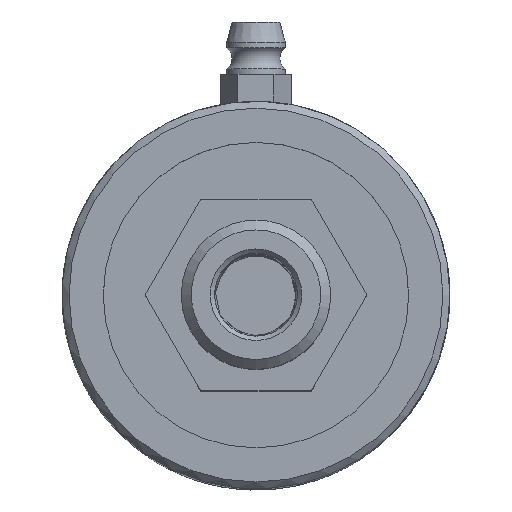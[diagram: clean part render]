
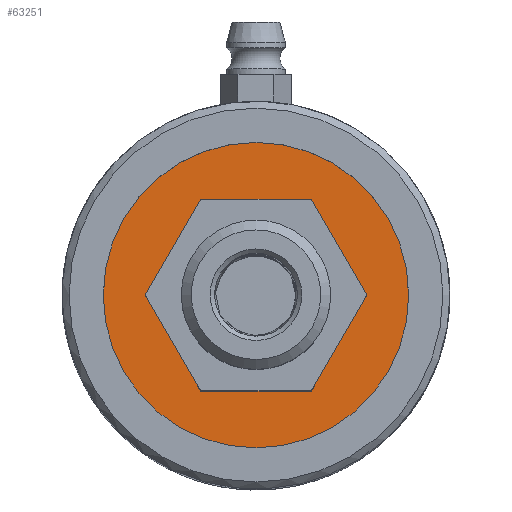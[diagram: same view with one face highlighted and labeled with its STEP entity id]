
A CAD part, top view. The second image highlights one B-rep face of the part: STEP entity #63251.
In plain terms, the highlighted planar face has unit normal (0, 0, 1).
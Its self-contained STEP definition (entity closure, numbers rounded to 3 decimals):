
#63019=CARTESIAN_POINT('',(6.351,11.,-4.04));
#63020=VERTEX_POINT('',#63019);
#63027=CARTESIAN_POINT('',(-6.351,11.,-4.04));
#63028=VERTEX_POINT('',#63027);
#63029=CARTESIAN_POINT('',(-6.351,11.,-4.04));
#63030=DIRECTION('',(1.0,0.0,0.0));
#63031=VECTOR('',#63030,12.702);
#63032=LINE('',#63029,#63031);
#63033=EDGE_CURVE('',#63028,#63020,#63032,.T.);
#63057=CARTESIAN_POINT('',(12.702,0.,-4.04));
#63058=VERTEX_POINT('',#63057);
#63065=CARTESIAN_POINT('',(6.351,11.,-4.04));
#63066=DIRECTION('',(0.5,-0.866,0.0));
#63067=VECTOR('',#63066,12.702);
#63068=LINE('',#63065,#63067);
#63069=EDGE_CURVE('',#63020,#63058,#63068,.T.);
#63088=CARTESIAN_POINT('',(6.351,-11.,-4.04));
#63089=VERTEX_POINT('',#63088);
#63096=CARTESIAN_POINT('',(12.702,0.,-4.04));
#63097=DIRECTION('',(-0.5,-0.866,0.0));
#63098=VECTOR('',#63097,12.702);
#63099=LINE('',#63096,#63098);
#63100=EDGE_CURVE('',#63058,#63089,#63099,.T.);
#63119=CARTESIAN_POINT('',(-6.351,-11.,-4.04));
#63120=VERTEX_POINT('',#63119);
#63127=CARTESIAN_POINT('',(6.351,-11.,-4.04));
#63128=DIRECTION('',(-1.0,0.0,0.0));
#63129=VECTOR('',#63128,12.702);
#63130=LINE('',#63127,#63129);
#63131=EDGE_CURVE('',#63089,#63120,#63130,.T.);
#63150=CARTESIAN_POINT('',(-12.702,0.,-4.04));
#63151=VERTEX_POINT('',#63150);
#63158=CARTESIAN_POINT('',(-6.351,-11.,-4.04));
#63159=DIRECTION('',(-0.5,0.866,0.0));
#63160=VECTOR('',#63159,12.702);
#63161=LINE('',#63158,#63160);
#63162=EDGE_CURVE('',#63120,#63151,#63161,.T.);
#63180=CARTESIAN_POINT('',(-12.702,0.,-4.04));
#63181=DIRECTION('',(0.5,0.866,0.0));
#63182=VECTOR('',#63181,12.702);
#63183=LINE('',#63180,#63182);
#63184=EDGE_CURVE('',#63151,#63028,#63183,.T.);
#63212=CARTESIAN_POINT('',(17.525,0.,-4.04));
#63213=VERTEX_POINT('',#63212);
#63214=CARTESIAN_POINT('',(0.0,0.0,-4.04));
#63215=DIRECTION('',(0.0,0.0,1.0));
#63216=DIRECTION('',(-1.0,0.0,0.0));
#63217=AXIS2_PLACEMENT_3D('',#63214,#63215,#63216);
#63218=CIRCLE('',#63217,17.525);
#63219=EDGE_CURVE('',#63213,#63213,#63218,.T.);
#63235=CARTESIAN_POINT('',(0.0,0.0,-4.04));
#63236=DIRECTION('',(0.0,0.0,-1.0));
#63237=DIRECTION('',(-1.0,0.0,0.0));
#63238=AXIS2_PLACEMENT_3D('',#63235,#63236,#63237);
#63239=PLANE('',#63238);
#63240=ORIENTED_EDGE('',*,*,#63219,.T.);
#63241=EDGE_LOOP('',(#63240));
#63242=FACE_OUTER_BOUND('',#63241,.T.);
#63243=ORIENTED_EDGE('',*,*,#63033,.T.);
#63244=ORIENTED_EDGE('',*,*,#63069,.T.);
#63245=ORIENTED_EDGE('',*,*,#63100,.T.);
#63246=ORIENTED_EDGE('',*,*,#63131,.T.);
#63247=ORIENTED_EDGE('',*,*,#63162,.T.);
#63248=ORIENTED_EDGE('',*,*,#63184,.T.);
#63249=EDGE_LOOP('',(#63243,#63244,#63245,#63246,#63247,#63248));
#63250=FACE_BOUND('',#63249,.T.);
#63251=ADVANCED_FACE('',(#63242,#63250),#63239,.F.);
